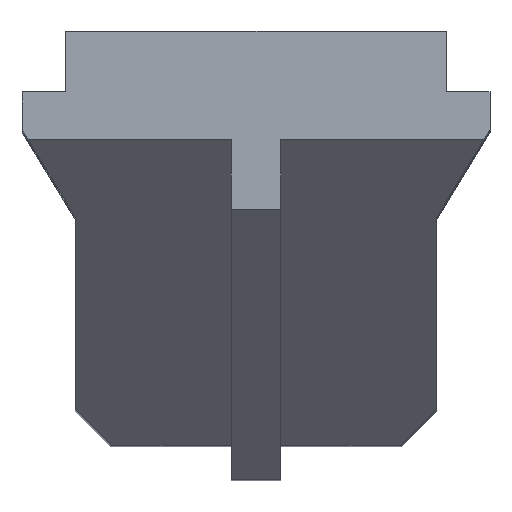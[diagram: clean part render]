
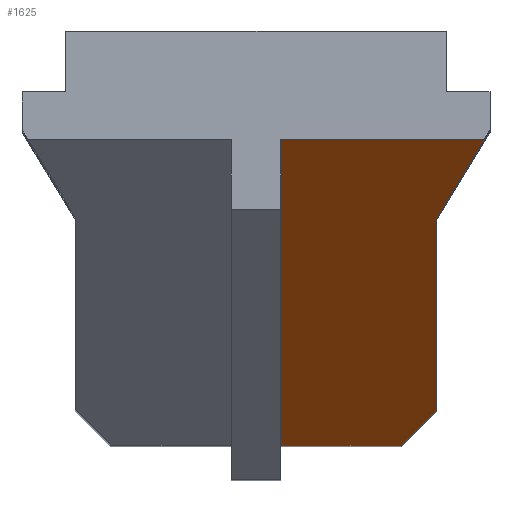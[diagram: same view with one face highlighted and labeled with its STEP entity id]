
A CAD part, top view. The second image highlights one B-rep face of the part: STEP entity #1625.
In plain terms, the highlighted free-form (B-spline) face has degree [1, 1] with [2, 2] control points.
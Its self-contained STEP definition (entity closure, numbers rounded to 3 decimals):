
#21 = EDGE_CURVE('',#22,#24,#26,.T.);
#22 = VERTEX_POINT('',#23);
#23 = CARTESIAN_POINT('',(35.651,-255.043,
    1533.665));
#24 = VERTEX_POINT('',#25);
#25 = CARTESIAN_POINT('',(210.067,-255.043,
    1533.665));
#26 = B_SPLINE_CURVE_WITH_KNOTS('',1,(#27,#28),.UNSPECIFIED.,.F.,.F.,(2,
    2),(0.,159.),.PIECEWISE_BEZIER_KNOTS.);
#27 = CARTESIAN_POINT('',(35.651,-255.043,
    1533.665));
#28 = CARTESIAN_POINT('',(210.067,-255.043,
    1533.665));
#156 = EDGE_CURVE('',#157,#159,#161,.T.);
#157 = VERTEX_POINT('',#158);
#158 = CARTESIAN_POINT('',(261.624,-203.486,
    1585.222));
#159 = VERTEX_POINT('',#160);
#160 = CARTESIAN_POINT('',(261.624,74.045,
    1862.752));
#161 = B_SPLINE_CURVE_WITH_KNOTS('',1,(#162,#163),.UNSPECIFIED.,.F.,.F.,
  (2,2),(0.,357.796),.PIECEWISE_BEZIER_KNOTS.);
#162 = CARTESIAN_POINT('',(261.624,-203.486,
    1585.222));
#163 = CARTESIAN_POINT('',(261.624,74.045,
    1862.752));
#311 = EDGE_CURVE('',#24,#157,#312,.T.);
#312 = B_SPLINE_CURVE_WITH_KNOTS('',1,(#313,#314),.UNSPECIFIED.,.F.,.F.,
  (2,2),(0.,81.406),.PIECEWISE_BEZIER_KNOTS.);
#313 = CARTESIAN_POINT('',(210.067,-255.043,
    1533.665));
#314 = CARTESIAN_POINT('',(261.624,-203.486,
    1585.222));
#334 = VERTEX_POINT('',#335);
#335 = CARTESIAN_POINT('',(35.651,185.815,
    1974.523));
#340 = EDGE_CURVE('',#334,#341,#343,.T.);
#341 = VERTEX_POINT('',#342);
#342 = CARTESIAN_POINT('',(329.659,185.815,
    1974.523));
#343 = B_SPLINE_CURVE_WITH_KNOTS('',1,(#344,#345),.UNSPECIFIED.,.F.,.F.,
  (2,2),(0.,268.021),.PIECEWISE_BEZIER_KNOTS.);
#344 = CARTESIAN_POINT('',(35.651,185.815,
    1974.523));
#345 = CARTESIAN_POINT('',(329.659,185.815,
    1974.523));
#465 = EDGE_CURVE('',#341,#159,#466,.T.);
#466 = B_SPLINE_CURVE_WITH_KNOTS('',1,(#467,#468),.UNSPECIFIED.,.F.,.F.,
  (2,2),(-0.,156.877),.PIECEWISE_BEZIER_KNOTS.);
#467 = CARTESIAN_POINT('',(329.659,185.815,
    1974.523));
#468 = CARTESIAN_POINT('',(261.624,74.045,
    1862.752));
#506 = EDGE_CURVE('',#22,#334,#507,.T.);
#507 = B_SPLINE_CURVE_WITH_KNOTS('',1,(#508,#509),.UNSPECIFIED.,.F.,.F.,
  (2,2),(0.,568.36),.PIECEWISE_BEZIER_KNOTS.);
#508 = CARTESIAN_POINT('',(35.651,-255.043,
    1533.665));
#509 = CARTESIAN_POINT('',(35.651,185.815,
    1974.523));
#1625 = ADVANCED_FACE('',(#1626),#1634,.T.);
#1626 = FACE_BOUND('',#1627,.T.);
#1627 = EDGE_LOOP('',(#1628,#1629,#1630,#1631,#1632,#1633));
#1628 = ORIENTED_EDGE('',*,*,#21,.T.);
#1629 = ORIENTED_EDGE('',*,*,#311,.T.);
#1630 = ORIENTED_EDGE('',*,*,#156,.T.);
#1631 = ORIENTED_EDGE('',*,*,#465,.F.);
#1632 = ORIENTED_EDGE('',*,*,#340,.F.);
#1633 = ORIENTED_EDGE('',*,*,#506,.F.);
#1634 = B_SPLINE_SURFACE_WITH_KNOTS('',1,1,(
    (#1635,#1636)
    ,(#1637,#1638
    )),.UNSPECIFIED.,.F.,.F.,.F.,(2,2),(2,2),(0.,268.021),(
    1020.432,1588.792),.PIECEWISE_BEZIER_KNOTS.);
#1635 = CARTESIAN_POINT('',(35.651,-255.043,
    1533.665));
#1636 = CARTESIAN_POINT('',(35.651,185.815,
    1974.523));
#1637 = CARTESIAN_POINT('',(329.659,-255.043,
    1533.665));
#1638 = CARTESIAN_POINT('',(329.659,185.815,
    1974.523));
